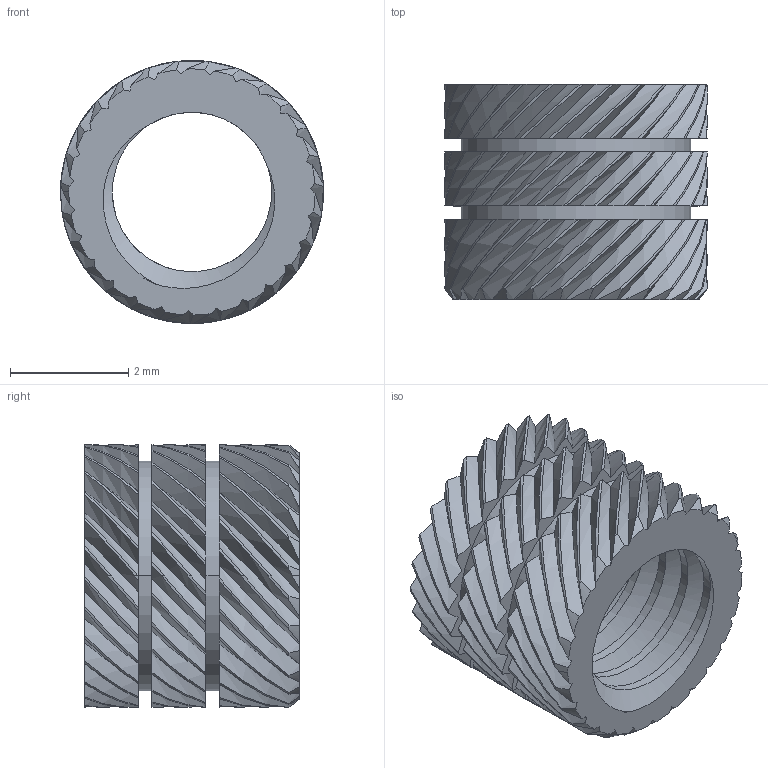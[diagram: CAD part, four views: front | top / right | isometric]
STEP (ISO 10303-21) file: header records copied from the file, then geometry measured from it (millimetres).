
FILE_DESCRIPTION (( 'STEP AP214' ), '1' );
FILE_NAME ('F2-B-M3-Pressfit.STEP', '2022-06-06T18:17:44', ( '' ), ( '' ), 'SwSTEP 2.0', 'SolidWorks 2021', '' );
FILE_SCHEMA (( 'AUTOMOTIVE_DESIGN' ));
Length unit declared in the file: millimetre
Products named in the file (1): F2-B-M3-Pressfit
Bounding box: 4.45 x 3.63 x 4.45 mm (x, y, z)
Volume: 25 mm3; surface area: 155 mm2
Topology: 1 solids, 1 shells, 305 faces, 896 edges, 597 vertices
Faces by surface type: bspline 164, cylinder 104, cone 31, plane 6
Entity records: 14568 total; most frequent: CARTESIAN_POINT 8745, ORIENTED_EDGE 1792, EDGE_CURVE 896, DIRECTION 716, VERTEX_POINT 597, AXIS2_PLACEMENT_3D 345, EDGE_LOOP 311, FACE_OUTER_BOUND 305
